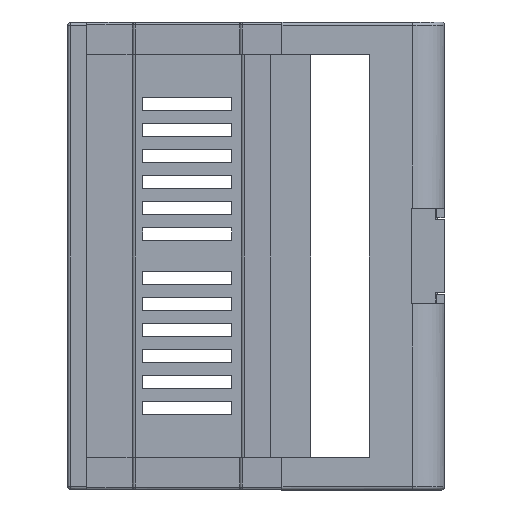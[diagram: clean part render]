
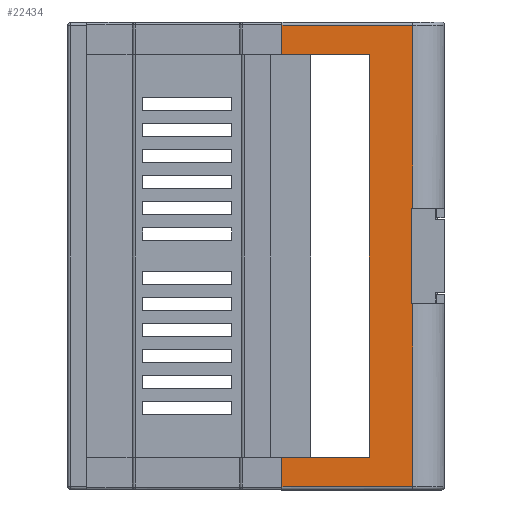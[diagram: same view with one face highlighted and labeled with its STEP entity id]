
A CAD part, left-side view. The second image highlights one B-rep face of the part: STEP entity #22434.
In plain terms, the highlighted face is planar.
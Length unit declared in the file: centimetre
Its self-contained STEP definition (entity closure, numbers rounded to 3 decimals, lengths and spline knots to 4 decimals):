
#64 = LINE ( 'NONE', #16826, #11596 ) ;
#125 = VECTOR ( 'NONE', #5829, 100. ) ;
#293 = VECTOR ( 'NONE', #22758, 100. ) ;
#636 = CARTESIAN_POINT ( 'NONE',  ( -4.4607, -0.735, 0.4913 ) ) ;
#938 = ORIENTED_EDGE ( 'NONE', *, *, #7878, .F. ) ;
#1797 = EDGE_CURVE ( 'NONE', #17975, #27050, #14439, .T. ) ;
#3276 = EDGE_CURVE ( 'NONE', #21038, #15585, #26149, .T. ) ;
#3694 = CARTESIAN_POINT ( 'NONE',  ( -4.498, 0.735, 2.63 ) ) ;
#3793 = CARTESIAN_POINT ( 'NONE',  ( -4.4957, 16.4, 2.5 ) ) ;
#4297 = CARTESIAN_POINT ( 'NONE',  ( -4.498, -0.735, 2.63 ) ) ;
#4359 = DIRECTION ( 'NONE',  ( 0., 1., 0. ) ) ;
#4382 = EDGE_CURVE ( 'NONE', #22574, #10809, #16386, .T. ) ;
#5045 = ORIENTED_EDGE ( 'NONE', *, *, #21486, .T. ) ;
#5125 = ORIENTED_EDGE ( 'NONE', *, *, #23808, .T. ) ;
#5155 = FACE_OUTER_BOUND ( 'NONE', #14026, .T. ) ;
#5829 = DIRECTION ( 'NONE',  ( 0.017, 0., -1. ) ) ;
#5939 = LINE ( 'NONE', #8832, #14535 ) ;
#6262 = LINE ( 'NONE', #6840, #125 ) ;
#6840 = CARTESIAN_POINT ( 'NONE',  ( -4.498, 3.55, 2.63 ) ) ;
#6983 = DIRECTION ( 'NONE',  ( 0.017, 0., -1. ) ) ;
#7604 = LINE ( 'NONE', #3793, #10094 ) ;
#7878 = EDGE_CURVE ( 'NONE', #11117, #12959, #64, .T. ) ;
#7928 = ORIENTED_EDGE ( 'NONE', *, *, #12582, .T. ) ;
#8640 = CARTESIAN_POINT ( 'NONE',  ( -4.498, 16.4, 2.63 ) ) ;
#8667 = CARTESIAN_POINT ( 'NONE',  ( -4.4957, 3.1, 2.5 ) ) ;
#8832 = CARTESIAN_POINT ( 'NONE',  ( -4.4607, 16.4, 0.4913 ) ) ;
#8876 = ORIENTED_EDGE ( 'NONE', *, *, #3276, .T. ) ;
#9110 = CARTESIAN_POINT ( 'NONE',  ( -4.498, -3.1, 2.63 ) ) ;
#10094 = VECTOR ( 'NONE', #19685, 100. ) ;
#10287 = VECTOR ( 'NONE', #18166, 100. ) ;
#10509 = EDGE_CURVE ( 'NONE', #25523, #17975, #13814, .T. ) ;
#10697 = VERTEX_POINT ( 'NONE', #16985 ) ;
#10735 = CARTESIAN_POINT ( 'NONE',  ( -4.4723, 3.1, 1.16 ) ) ;
#10809 = VERTEX_POINT ( 'NONE', #8667 ) ;
#11117 = VERTEX_POINT ( 'NONE', #25621 ) ;
#11184 = CARTESIAN_POINT ( 'NONE',  ( -4.498, 3.1, 2.63 ) ) ;
#11345 = CARTESIAN_POINT ( 'NONE',  ( -4.4723, 16.4, 1.16 ) ) ;
#11596 = VECTOR ( 'NONE', #16624, 100. ) ;
#12447 = ORIENTED_EDGE ( 'NONE', *, *, #20414, .T. ) ;
#12582 = EDGE_CURVE ( 'NONE', #15585, #12959, #12826, .T. ) ;
#12826 = LINE ( 'NONE', #24964, #10287 ) ;
#12959 = VERTEX_POINT ( 'NONE', #24550 ) ;
#13107 = VECTOR ( 'NONE', #4359, 100. ) ;
#13814 = LINE ( 'NONE', #23019, #13107 ) ;
#14026 = EDGE_LOOP ( 'NONE', ( #24511, #12447, #26210, #27905, #15252, #28098, #8876, #7928, #938, #5045, #5125, #20554 ) ) ;
#14216 = DIRECTION ( 'NONE',  ( 0., -1., 0. ) ) ;
#14439 = LINE ( 'NONE', #3694, #24480 ) ;
#14535 = VECTOR ( 'NONE', #26955, 100. ) ;
#15252 = ORIENTED_EDGE ( 'NONE', *, *, #10509, .F. ) ;
#15435 = LINE ( 'NONE', #11345, #19795 ) ;
#15585 = VERTEX_POINT ( 'NONE', #26835 ) ;
#16386 = LINE ( 'NONE', #11184, #22883 ) ;
#16498 = CARTESIAN_POINT ( 'NONE',  ( -4.4607, 0.735, 0.4913 ) ) ;
#16598 = EDGE_CURVE ( 'NONE', #21038, #25523, #26137, .T. ) ;
#16624 = DIRECTION ( 'NONE',  ( 0., -1., 0. ) ) ;
#16826 = CARTESIAN_POINT ( 'NONE',  ( -4.4957, 16.4, 2.5 ) ) ;
#16985 = CARTESIAN_POINT ( 'NONE',  ( -4.4723, -3.1, 1.16 ) ) ;
#17372 = DIRECTION ( 'NONE',  ( 0.017, 0., -1. ) ) ;
#17590 = VECTOR ( 'NONE', #14216, 100. ) ;
#17975 = VERTEX_POINT ( 'NONE', #21228 ) ;
#18166 = DIRECTION ( 'NONE',  ( -0.017, 0., 1. ) ) ;
#18416 = EDGE_CURVE ( 'NONE', #10809, #20038, #7604, .T. ) ;
#18500 = LINE ( 'NONE', #9110, #23135 ) ;
#19685 = DIRECTION ( 'NONE',  ( 0., 1., 0. ) ) ;
#19757 = EDGE_CURVE ( 'NONE', #23120, #27050, #5939, .T. ) ;
#19795 = VECTOR ( 'NONE', #20487, 100. ) ;
#20038 = VERTEX_POINT ( 'NONE', #28044 ) ;
#20414 = EDGE_CURVE ( 'NONE', #20038, #23120, #6262, .T. ) ;
#20487 = DIRECTION ( 'NONE',  ( 0., 1., 0. ) ) ;
#20554 = ORIENTED_EDGE ( 'NONE', *, *, #4382, .T. ) ;
#21038 = VERTEX_POINT ( 'NONE', #636 ) ;
#21228 = CARTESIAN_POINT ( 'NONE',  ( -4.4608, 0.735, 0.5 ) ) ;
#21486 = EDGE_CURVE ( 'NONE', #11117, #10697, #18500, .T. ) ;
#22434 = ADVANCED_FACE ( 'NONE', ( #5155 ), #26522, .F. ) ;
#22574 = VERTEX_POINT ( 'NONE', #10735 ) ;
#22758 = DIRECTION ( 'NONE',  ( -0.017, 0., 1. ) ) ;
#22883 = VECTOR ( 'NONE', #29422, 100. ) ;
#23019 = CARTESIAN_POINT ( 'NONE',  ( -4.4608, 16.4, 0.5 ) ) ;
#23120 = VERTEX_POINT ( 'NONE', #29123 ) ;
#23135 = VECTOR ( 'NONE', #6983, 100. ) ;
#23808 = EDGE_CURVE ( 'NONE', #10697, #22574, #15435, .T. ) ;
#24480 = VECTOR ( 'NONE', #17372, 100. ) ;
#24511 = ORIENTED_EDGE ( 'NONE', *, *, #18416, .T. ) ;
#24550 = CARTESIAN_POINT ( 'NONE',  ( -4.4957, -3.55, 2.5 ) ) ;
#24649 = DIRECTION ( 'NONE',  ( 0.017, 0., -1. ) ) ;
#24964 = CARTESIAN_POINT ( 'NONE',  ( -4.498, -3.55, 2.63 ) ) ;
#25180 = AXIS2_PLACEMENT_3D ( 'NONE', #8640, #29358, #24649 ) ;
#25523 = VERTEX_POINT ( 'NONE', #28344 ) ;
#25621 = CARTESIAN_POINT ( 'NONE',  ( -4.4957, -3.1, 2.5 ) ) ;
#25934 = CARTESIAN_POINT ( 'NONE',  ( -4.4607, 16.4, 0.4913 ) ) ;
#26137 = LINE ( 'NONE', #4297, #293 ) ;
#26149 = LINE ( 'NONE', #25934, #17590 ) ;
#26210 = ORIENTED_EDGE ( 'NONE', *, *, #19757, .T. ) ;
#26522 = PLANE ( 'NONE',  #25180 ) ;
#26835 = CARTESIAN_POINT ( 'NONE',  ( -4.4607, -3.55, 0.4913 ) ) ;
#26955 = DIRECTION ( 'NONE',  ( 0., -1., 0. ) ) ;
#27050 = VERTEX_POINT ( 'NONE', #16498 ) ;
#27905 = ORIENTED_EDGE ( 'NONE', *, *, #1797, .F. ) ;
#28044 = CARTESIAN_POINT ( 'NONE',  ( -4.4957, 3.55, 2.5 ) ) ;
#28098 = ORIENTED_EDGE ( 'NONE', *, *, #16598, .F. ) ;
#28344 = CARTESIAN_POINT ( 'NONE',  ( -4.4608, -0.735, 0.5 ) ) ;
#29123 = CARTESIAN_POINT ( 'NONE',  ( -4.4607, 3.55, 0.4913 ) ) ;
#29358 = DIRECTION ( 'NONE',  ( 1., 0., 0.017 ) ) ;
#29422 = DIRECTION ( 'NONE',  ( -0.017, 0., 1. ) ) ;
